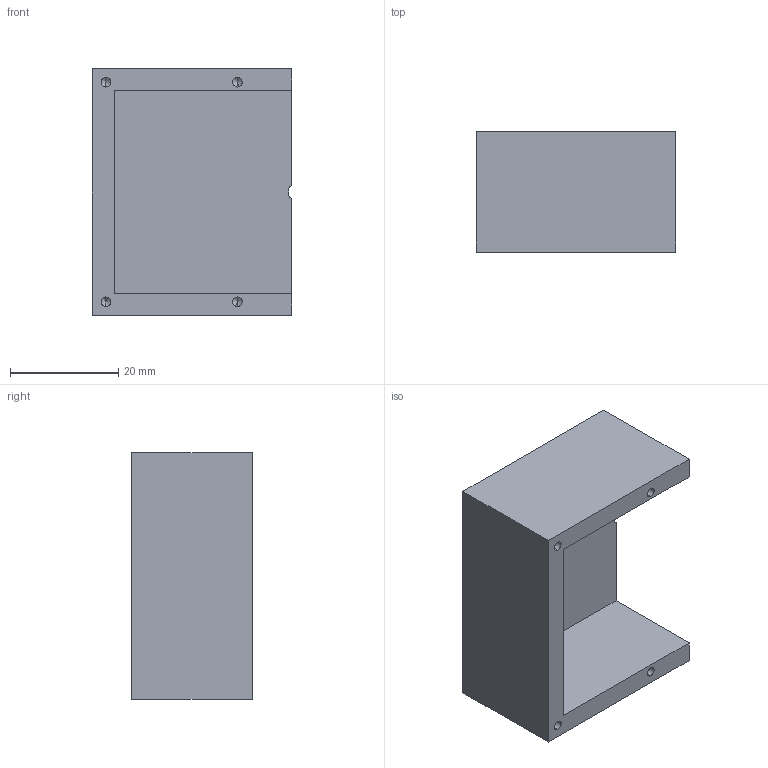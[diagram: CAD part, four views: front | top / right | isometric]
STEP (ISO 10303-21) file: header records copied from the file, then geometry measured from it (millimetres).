
FILE_DESCRIPTION (( 'STEP AP214' ), '1' );
FILE_NAME ('Box.STEP', '2023-05-15T23:17:23', ( '' ), ( '' ), 'SwSTEP 2.0', 'SolidWorks 2021', '' );
FILE_SCHEMA (( 'AUTOMOTIVE_DESIGN' ));
Length unit declared in the file: millimetre
Products named in the file (1): Box
Bounding box: 36.75 x 22.23 x 45.5 mm (x, y, z)
Volume: 13705.3 mm3; surface area: 8377.5 mm2
Topology: 1 solids, 1 shells, 30 faces, 76 edges, 44 vertices
Faces by surface type: plane 12, cylinder 10, cone 8
Entity records: 962 total; most frequent: DIRECTION 150, CARTESIAN_POINT 143, ORIENTED_EDGE 136, EDGE_CURVE 68, AXIS2_PLACEMENT_3D 51, VECTOR 48, LINE 48, VERTEX_POINT 44
